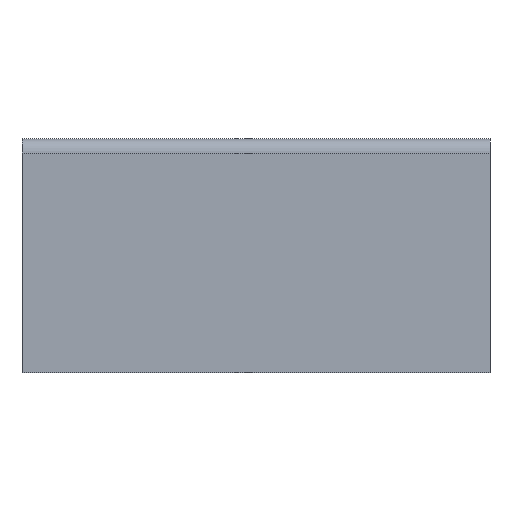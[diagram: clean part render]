
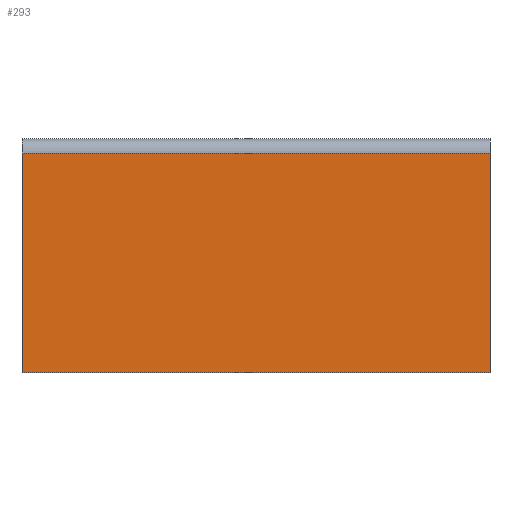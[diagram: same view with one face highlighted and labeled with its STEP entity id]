
A CAD part, front view. The second image highlights one B-rep face of the part: STEP entity #293.
In plain terms, the highlighted planar face has unit normal (0, -1, 0).
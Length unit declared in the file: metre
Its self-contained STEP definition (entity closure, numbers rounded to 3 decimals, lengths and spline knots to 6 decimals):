
#58=ORIENTED_EDGE('',*,*,#141,.T.);
#59=ORIENTED_EDGE('',*,*,#142,.T.);
#60=ORIENTED_EDGE('',*,*,#143,.F.);
#61=ORIENTED_EDGE('',*,*,#117,.F.);
#117=EDGE_CURVE('',#159,#157,#187,.T.);
#141=EDGE_CURVE('',#159,#182,#211,.T.);
#142=EDGE_CURVE('',#182,#183,#212,.T.);
#143=EDGE_CURVE('',#157,#183,#213,.T.);
#157=VERTEX_POINT('',#435);
#159=VERTEX_POINT('',#439);
#182=VERTEX_POINT('',#494);
#183=VERTEX_POINT('',#496);
#187=LINE('',#440,#217);
#211=LINE('',#493,#241);
#212=LINE('',#495,#242);
#213=LINE('',#497,#243);
#217=VECTOR('',#350,1.);
#241=VECTOR('',#388,1.);
#242=VECTOR('',#389,1.);
#243=VECTOR('',#390,1.);
#251=EDGE_LOOP('',(#58,#59,#60,#61));
#267=FACE_BOUND('',#251,.T.);
#283=PLANE('',#322);
#293=ADVANCED_FACE('',(#267),#283,.T.);
#322=AXIS2_PLACEMENT_3D('',#492,#386,#387);
#350=DIRECTION('',(-1.,0.,0.));
#386=DIRECTION('',(0.,-1.,0.));
#387=DIRECTION('',(0.,0.,-1.));
#388=DIRECTION('',(0.,0.,1.));
#389=DIRECTION('',(-1.,0.,0.));
#390=DIRECTION('',(0.,0.,1.));
#435=CARTESIAN_POINT('',(0.,-0.003,0.));
#439=CARTESIAN_POINT('',(0.04,-0.003,0.));
#440=CARTESIAN_POINT('',(0.04,-0.003,0.));
#492=CARTESIAN_POINT('',(0.04,-0.003,0.01));
#493=CARTESIAN_POINT('',(0.04,-0.003,0.01));
#494=CARTESIAN_POINT('',(0.04,-0.003,0.018793));
#495=CARTESIAN_POINT('',(0.04,-0.003,0.018793));
#496=CARTESIAN_POINT('',(0.,-0.003,0.018793));
#497=CARTESIAN_POINT('',(0.,-0.003,0.01));
